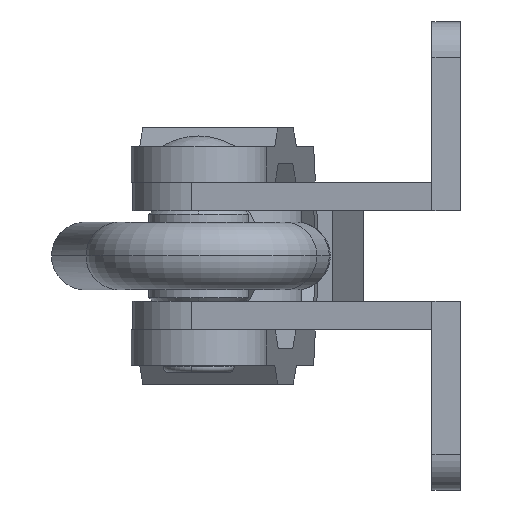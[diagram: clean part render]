
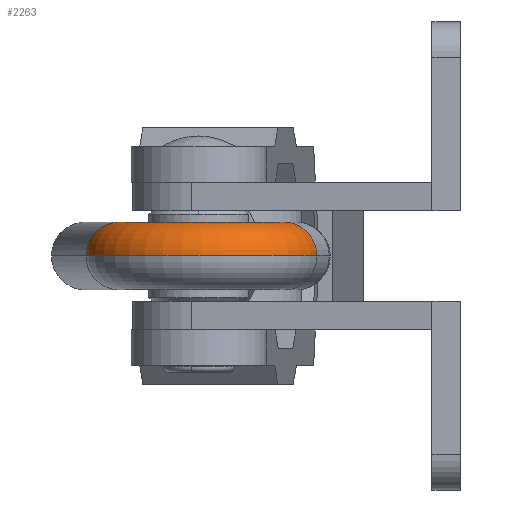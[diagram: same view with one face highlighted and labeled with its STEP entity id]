
A CAD part, left-side view. The second image highlights one B-rep face of the part: STEP entity #2263.
In plain terms, the highlighted toroidal (fillet/blend) face has major radius 11.75 mm and minor radius 4.75 mm.
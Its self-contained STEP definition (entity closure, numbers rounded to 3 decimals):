
#178 = CIRCLE ( 'NONE', #6919, 7. ) ;
#330 = CARTESIAN_POINT ( 'NONE',  ( -95.767, -12.006, 0. ) ) ;
#459 = CARTESIAN_POINT ( 'NONE',  ( -96.986, -16.597, 0. ) ) ;
#527 = DIRECTION ( 'NONE',  ( -0.998, -0.055, 0. ) ) ;
#644 = VERTEX_POINT ( 'NONE', #459 ) ;
#891 = CARTESIAN_POINT ( 'NONE',  ( -94.547, -7.415, 0. ) ) ;
#898 = DIRECTION ( 'NONE',  ( 0.966, -0.257, 0. ) ) ;
#1021 = DIRECTION ( 'NONE',  ( 0.966, -0.257, 0. ) ) ;
#1200 = EDGE_CURVE ( 'NONE', #2731, #644, #1907, .T. ) ;
#1296 = DIRECTION ( 'NONE',  ( 0., 0., 1. ) ) ;
#1622 = AXIS2_PLACEMENT_3D ( 'NONE', #6018, #2631, #6581 ) ;
#1710 = AXIS2_PLACEMENT_3D ( 'NONE', #3899, #527, #4490 ) ;
#1907 = CIRCLE ( 'NONE', #5132, 4.75 ) ;
#2263 = ADVANCED_FACE ( 'NONE', ( #5904 ), #4582, .T. ) ;
#2631 = DIRECTION ( 'NONE',  ( 0., 0., 1. ) ) ;
#2731 = VERTEX_POINT ( 'NONE', #891 ) ;
#2922 = EDGE_CURVE ( 'NONE', #6856, #5213, #4303, .T. ) ;
#2934 = CIRCLE ( 'NONE', #1622, 16.5 ) ;
#3117 = ORIENTED_EDGE ( 'NONE', *, *, #4284, .T. ) ;
#3899 = CARTESIAN_POINT ( 'NONE',  ( -93.396, 11.082, 0. ) ) ;
#4238 = EDGE_LOOP ( 'NONE', ( #6687, #3117, #6613, #4382 ) ) ;
#4284 = EDGE_CURVE ( 'NONE', #5213, #644, #2934, .T. ) ;
#4303 = CIRCLE ( 'NONE', #1710, 4.75 ) ;
#4382 = ORIENTED_EDGE ( 'NONE', *, *, #4492, .F. ) ;
#4490 = DIRECTION ( 'NONE',  ( 0.055, -0.998, 0. ) ) ;
#4492 = EDGE_CURVE ( 'NONE', #6856, #2731, #178, .T. ) ;
#4582 = TOROIDAL_SURFACE ( 'NONE', #6689, 11.75, 4.75 ) ;
#4705 = CARTESIAN_POINT ( 'NONE',  ( -92.75, -0.65, 0. ) ) ;
#4872 = DIRECTION ( 'NONE',  ( 0.257, 0.966, 0. ) ) ;
#5132 = AXIS2_PLACEMENT_3D ( 'NONE', #330, #898, #4872 ) ;
#5213 = VERTEX_POINT ( 'NONE', #5997 ) ;
#5259 = DIRECTION ( 'NONE',  ( 1., 0., 0. ) ) ;
#5904 = FACE_OUTER_BOUND ( 'NONE', #4238, .T. ) ;
#5997 = CARTESIAN_POINT ( 'NONE',  ( -93.657, 15.825, 0. ) ) ;
#6018 = CARTESIAN_POINT ( 'NONE',  ( -92.75, -0.65, 0. ) ) ;
#6038 = CARTESIAN_POINT ( 'NONE',  ( -93.135, 6.339, 0. ) ) ;
#6103 = CARTESIAN_POINT ( 'NONE',  ( -92.75, -0.65, 0. ) ) ;
#6581 = DIRECTION ( 'NONE',  ( 1., 0., 0. ) ) ;
#6613 = ORIENTED_EDGE ( 'NONE', *, *, #1200, .F. ) ;
#6656 = DIRECTION ( 'NONE',  ( 0., 0., 1. ) ) ;
#6687 = ORIENTED_EDGE ( 'NONE', *, *, #2922, .T. ) ;
#6689 = AXIS2_PLACEMENT_3D ( 'NONE', #6103, #6656, #1021 ) ;
#6856 = VERTEX_POINT ( 'NONE', #6038 ) ;
#6919 = AXIS2_PLACEMENT_3D ( 'NONE', #4705, #1296, #5259 ) ;
